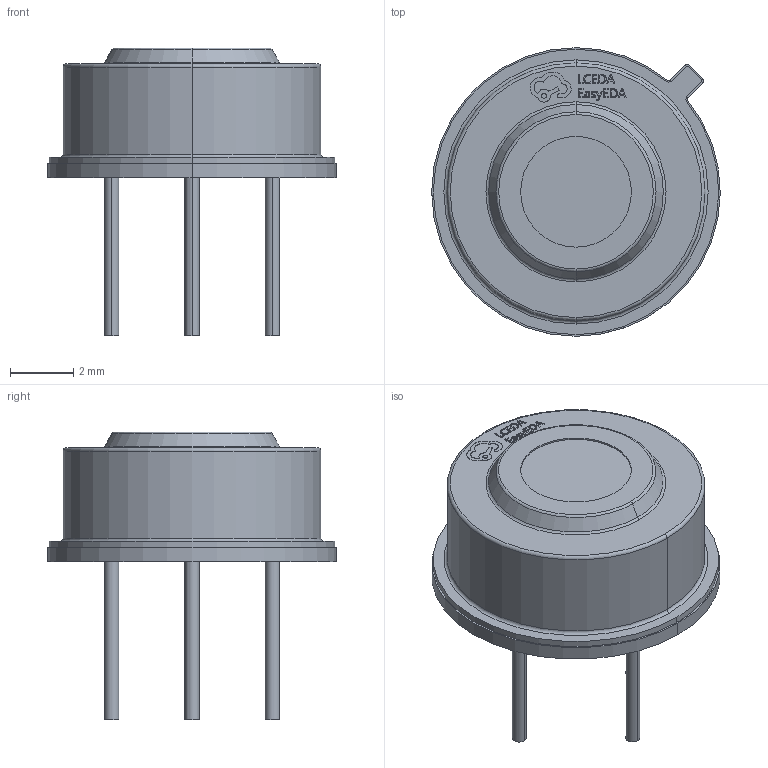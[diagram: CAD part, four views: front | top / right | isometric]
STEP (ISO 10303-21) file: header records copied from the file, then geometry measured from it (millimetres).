
FILE_DESCRIPTION (( 'STEP AP214' ), '1' );
FILE_NAME ('TO-39-4.STEP', '2024-12-18T02:58:58', ( '' ), ( '' ), 'SwSTEP 2.0', 'SolidWorks 2022', '' );
FILE_SCHEMA (( 'AUTOMOTIVE_DESIGN' ));
Length unit declared in the file: millimetre
Products named in the file (3): TO-39-4; TO-39-4_MELEXIS_MLX90614XXA^U2_0(2)_0; SOLID^TO-39-4_MELEXIS_MLX90614XXA_U2_0(2)_0
Assembly tree (2 placements, depth 3):
  TO-39-4
    TO-39-4_MELEXIS_MLX90614XXA^U2_0(2)_0
      SOLID^TO-39-4_MELEXIS_MLX90614XXA_U2_0(2)_0
Bounding box: 9.12 x 9.12 x 9.1 mm (x, y, z)
Volume: 210.2 mm3; surface area: 258.3 mm2
Topology: 1 solids, 1 shells, 279 faces, 742 edges, 492 vertices
Faces by surface type: plane 142, bspline 98, cylinder 29, torus 8, cone 2
Entity records: 9258 total; most frequent: CARTESIAN_POINT 2829, ORIENTED_EDGE 1484, DIRECTION 994, EDGE_CURVE 742, VERTEX_POINT 492, LINE 464, VECTOR 464, EDGE_LOOP 306
